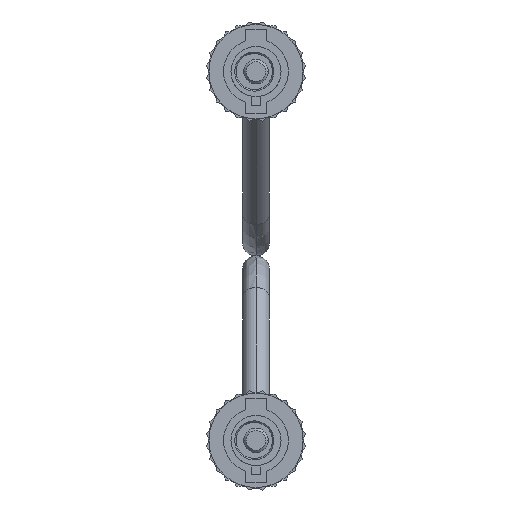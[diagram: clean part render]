
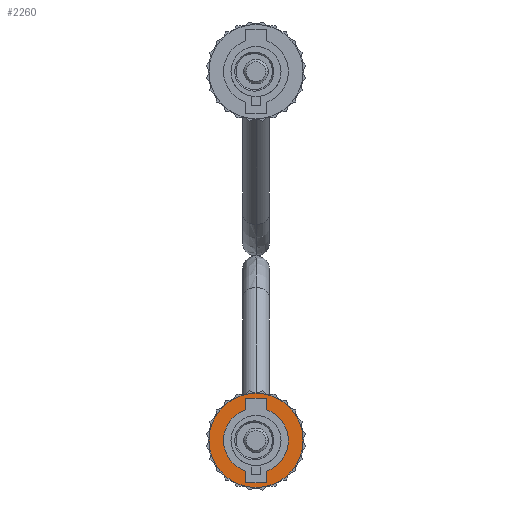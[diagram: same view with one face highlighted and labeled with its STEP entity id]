
A CAD part, front view. The second image highlights one B-rep face of the part: STEP entity #2260.
In plain terms, the highlighted face is planar.
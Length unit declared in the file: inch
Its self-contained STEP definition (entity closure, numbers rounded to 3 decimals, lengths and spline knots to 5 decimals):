
#2257 = EDGE_CURVE ( 'NONE', #4614, #4613, #5352, .T. ) ;
#2260 = ADVANCED_FACE ( 'NONE', ( #5347, #5346 ), #5345, .T. ) ;
#2261 = EDGE_LOOP ( 'NONE', ( #2392, #2442, #2418, #2420, #2377, #2441, #2385, #2433, #2389 ) ) ;
#2375 = EDGE_CURVE ( 'NONE', #2438, #2417, #5748, .T. ) ;
#2376 = VERTEX_POINT ( 'NONE', #5711 ) ;
#2377 = ORIENTED_EDGE ( 'NONE', *, *, #2439, .F. ) ;
#2384 = VERTEX_POINT ( 'NONE', #5752 ) ;
#2385 = ORIENTED_EDGE ( 'NONE', *, *, #2437, .F. ) ;
#2389 = ORIENTED_EDGE ( 'NONE', *, *, #2390, .F. ) ;
#2390 = EDGE_CURVE ( 'NONE', #2376, #2438, #5751, .T. ) ;
#2391 = EDGE_LOOP ( 'NONE', ( #2432, #2410 ) ) ;
#2392 = ORIENTED_EDGE ( 'NONE', *, *, #2416, .F. ) ;
#2393 = VERTEX_POINT ( 'NONE', #5717 ) ;
#2408 = EDGE_CURVE ( 'NONE', #2409, #2440, #5738, .T. ) ;
#2409 = VERTEX_POINT ( 'NONE', #5734 ) ;
#2410 = ORIENTED_EDGE ( 'NONE', *, *, #4612, .T. ) ;
#2415 = EDGE_CURVE ( 'NONE', #4675, #2393, #5763, .T. ) ;
#2416 = EDGE_CURVE ( 'NONE', #2393, #2376, #5779, .T. ) ;
#2417 = VERTEX_POINT ( 'NONE', #5774 ) ;
#2418 = ORIENTED_EDGE ( 'NONE', *, *, #4674, .F. ) ;
#2419 = EDGE_CURVE ( 'NONE', #2384, #4696, #5775, .T. ) ;
#2420 = ORIENTED_EDGE ( 'NONE', *, *, #2419, .F. ) ;
#2432 = ORIENTED_EDGE ( 'NONE', *, *, #2257, .T. ) ;
#2433 = ORIENTED_EDGE ( 'NONE', *, *, #2375, .F. ) ;
#2437 = EDGE_CURVE ( 'NONE', #2417, #2409, #5675, .T. ) ;
#2438 = VERTEX_POINT ( 'NONE', #5671 ) ;
#2439 = EDGE_CURVE ( 'NONE', #2440, #2384, #5668, .T. ) ;
#2440 = VERTEX_POINT ( 'NONE', #5664 ) ;
#2441 = ORIENTED_EDGE ( 'NONE', *, *, #2408, .F. ) ;
#2442 = ORIENTED_EDGE ( 'NONE', *, *, #2415, .F. ) ;
#4612 = EDGE_CURVE ( 'NONE', #4613, #4614, #10388, .T. ) ;
#4613 = VERTEX_POINT ( 'NONE', #10384 ) ;
#4614 = VERTEX_POINT ( 'NONE', #10383 ) ;
#4674 = EDGE_CURVE ( 'NONE', #4696, #4675, #10257, .T. ) ;
#4675 = VERTEX_POINT ( 'NONE', #10252 ) ;
#4696 = VERTEX_POINT ( 'NONE', #10478 ) ;
#5341 = DIRECTION ( 'NONE',  ( 0., 0., 1. ) ) ;
#5342 = DIRECTION ( 'NONE',  ( 0., 1., 0. ) ) ;
#5343 = CARTESIAN_POINT ( 'NONE',  ( 0., 0.45, 0. ) ) ;
#5344 = AXIS2_PLACEMENT_3D ( 'NONE', #5343, #5342, #5341 ) ;
#5345 = PLANE ( 'NONE',  #5344 ) ;
#5346 = FACE_OUTER_BOUND ( 'NONE', #2391, .T. ) ;
#5347 = FACE_BOUND ( 'NONE', #2261, .T. ) ;
#5348 = DIRECTION ( 'NONE',  ( 0., 0., 1. ) ) ;
#5349 = DIRECTION ( 'NONE',  ( 0., 1., 0. ) ) ;
#5350 = CARTESIAN_POINT ( 'NONE',  ( 0., 0.45, 0. ) ) ;
#5351 = AXIS2_PLACEMENT_3D ( 'NONE', #5350, #5349, #5348 ) ;
#5352 = CIRCLE ( 'NONE', #5351, 0.1925 ) ;
#5650 = CARTESIAN_POINT ( 'NONE',  ( 0.1725, 0.45, -0.041 ) ) ;
#5664 = CARTESIAN_POINT ( 'NONE',  ( -0.1725, 0.45, 0.041 ) ) ;
#5665 = DIRECTION ( 'NONE',  ( 1., 0., 0. ) ) ;
#5666 = VECTOR ( 'NONE', #5665, 39.37008 ) ;
#5667 = CARTESIAN_POINT ( 'NONE',  ( -0.126, 0.45, 0.041 ) ) ;
#5668 = LINE ( 'NONE', #5667, #5666 ) ;
#5671 = CARTESIAN_POINT ( 'NONE',  ( 0.126, 0.45, -0.041 ) ) ;
#5672 = DIRECTION ( 'NONE',  ( -1., 0., 0. ) ) ;
#5673 = VECTOR ( 'NONE', #5672, 39.37008 ) ;
#5674 = CARTESIAN_POINT ( 'NONE',  ( -0.126, 0.45, -0.041 ) ) ;
#5675 = LINE ( 'NONE', #5674, #5673 ) ;
#5711 = CARTESIAN_POINT ( 'NONE',  ( 0.1725, 0.45, -0.041 ) ) ;
#5712 = DIRECTION ( 'NONE',  ( 0., 0., 1. ) ) ;
#5713 = DIRECTION ( 'NONE',  ( 0., 1., 0. ) ) ;
#5714 = CARTESIAN_POINT ( 'NONE',  ( 0., 0.45, 0. ) ) ;
#5715 = AXIS2_PLACEMENT_3D ( 'NONE', #5714, #5713, #5712 ) ;
#5717 = CARTESIAN_POINT ( 'NONE',  ( 0.1725, 0.45, 0.041 ) ) ;
#5718 = DIRECTION ( 'NONE',  ( -1., 0., 0. ) ) ;
#5719 = VECTOR ( 'NONE', #5718, 39.37008 ) ;
#5725 = DIRECTION ( 'NONE',  ( 0., 0., 1. ) ) ;
#5726 = DIRECTION ( 'NONE',  ( 0., 1., 0. ) ) ;
#5727 = CARTESIAN_POINT ( 'NONE',  ( 0., 0.45, 0. ) ) ;
#5728 = AXIS2_PLACEMENT_3D ( 'NONE', #5727, #5726, #5725 ) ;
#5734 = CARTESIAN_POINT ( 'NONE',  ( -0.1725, 0.45, -0.041 ) ) ;
#5735 = DIRECTION ( 'NONE',  ( 0., 0., 1. ) ) ;
#5736 = VECTOR ( 'NONE', #5735, 39.37008 ) ;
#5737 = CARTESIAN_POINT ( 'NONE',  ( -0.1725, 0.45, -0.041 ) ) ;
#5738 = LINE ( 'NONE', #5737, #5736 ) ;
#5748 = CIRCLE ( 'NONE', #5715, 0.1325 ) ;
#5751 = LINE ( 'NONE', #5650, #5719 ) ;
#5752 = CARTESIAN_POINT ( 'NONE',  ( -0.126, 0.45, 0.041 ) ) ;
#5763 = LINE ( 'NONE', #5782, #5781 ) ;
#5774 = CARTESIAN_POINT ( 'NONE',  ( -0.126, 0.45, -0.041 ) ) ;
#5775 = CIRCLE ( 'NONE', #5728, 0.1325 ) ;
#5776 = DIRECTION ( 'NONE',  ( 0., 0., -1. ) ) ;
#5777 = VECTOR ( 'NONE', #5776, 39.37008 ) ;
#5778 = CARTESIAN_POINT ( 'NONE',  ( 0.1725, 0.45, -0.041 ) ) ;
#5779 = LINE ( 'NONE', #5778, #5777 ) ;
#5780 = DIRECTION ( 'NONE',  ( 1., 0., 0. ) ) ;
#5781 = VECTOR ( 'NONE', #5780, 39.37008 ) ;
#5782 = CARTESIAN_POINT ( 'NONE',  ( 0.1725, 0.45, 0.041 ) ) ;
#10252 = CARTESIAN_POINT ( 'NONE',  ( 0.126, 0.45, 0.041 ) ) ;
#10253 = DIRECTION ( 'NONE',  ( 0., 0., 1. ) ) ;
#10254 = DIRECTION ( 'NONE',  ( 0., 1., 0. ) ) ;
#10255 = CARTESIAN_POINT ( 'NONE',  ( 0., 0.45, 0. ) ) ;
#10256 = AXIS2_PLACEMENT_3D ( 'NONE', #10255, #10254, #10253 ) ;
#10257 = CIRCLE ( 'NONE', #10256, 0.1325 ) ;
#10383 = CARTESIAN_POINT ( 'NONE',  ( 0., 0.45, -0.1925 ) ) ;
#10384 = CARTESIAN_POINT ( 'NONE',  ( 0., 0.45, 0.1925 ) ) ;
#10385 = DIRECTION ( 'NONE',  ( 0., 0., 1. ) ) ;
#10386 = DIRECTION ( 'NONE',  ( 0., 1., 0. ) ) ;
#10387 = AXIS2_PLACEMENT_3D ( 'NONE', #10394, #10386, #10385 ) ;
#10388 = CIRCLE ( 'NONE', #10387, 0.1925 ) ;
#10394 = CARTESIAN_POINT ( 'NONE',  ( 0., 0.45, 0. ) ) ;
#10478 = CARTESIAN_POINT ( 'NONE',  ( 0., 0.45, 0.1325 ) ) ;
